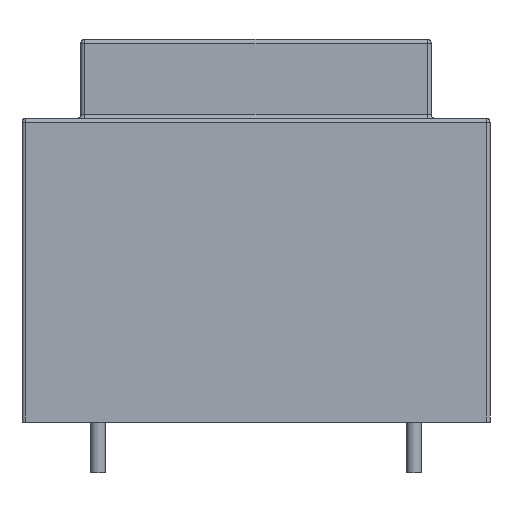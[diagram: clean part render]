
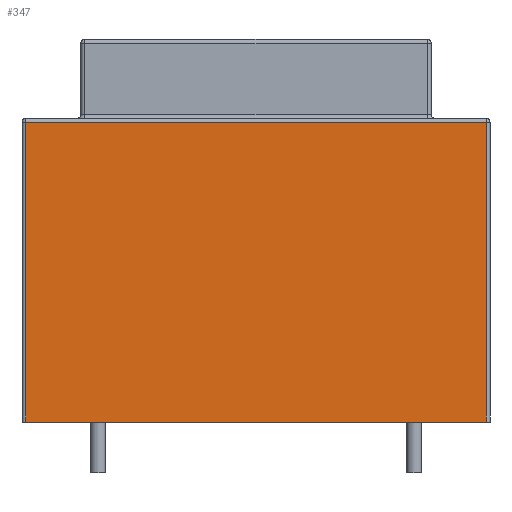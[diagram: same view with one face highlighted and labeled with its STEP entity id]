
A CAD part, front view. The second image highlights one B-rep face of the part: STEP entity #347.
In plain terms, the highlighted planar face has unit normal (0, -1, 0).
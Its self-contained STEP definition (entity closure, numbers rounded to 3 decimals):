
#122 = VERTEX_POINT('',#123);
#123 = CARTESIAN_POINT('',(-18.2,-22.125,0.));
#130 = EDGE_CURVE('',#131,#122,#133,.T.);
#131 = VERTEX_POINT('',#132);
#132 = CARTESIAN_POINT('',(18.2,-22.125,0.));
#133 = LINE('',#134,#135);
#134 = CARTESIAN_POINT('',(18.5,-22.125,0.));
#135 = VECTOR('',#136,1.);
#136 = DIRECTION('',(-1.,0.,0.));
#302 = EDGE_CURVE('',#122,#303,#305,.T.);
#303 = VERTEX_POINT('',#304);
#304 = CARTESIAN_POINT('',(-18.2,-22.125,23.7));
#305 = LINE('',#306,#307);
#306 = CARTESIAN_POINT('',(-18.2,-22.125,0.));
#307 = VECTOR('',#308,1.);
#308 = DIRECTION('',(0.,0.,1.));
#327 = EDGE_CURVE('',#131,#328,#330,.T.);
#328 = VERTEX_POINT('',#329);
#329 = CARTESIAN_POINT('',(18.2,-22.125,23.7));
#330 = LINE('',#331,#332);
#331 = CARTESIAN_POINT('',(18.2,-22.125,0.));
#332 = VECTOR('',#333,1.);
#333 = DIRECTION('',(0.,0.,1.));
#347 = ADVANCED_FACE('',(#348),#359,.T.);
#348 = FACE_BOUND('',#349,.T.);
#349 = EDGE_LOOP('',(#350,#351,#352,#358));
#350 = ORIENTED_EDGE('',*,*,#130,.F.);
#351 = ORIENTED_EDGE('',*,*,#327,.T.);
#352 = ORIENTED_EDGE('',*,*,#353,.T.);
#353 = EDGE_CURVE('',#328,#303,#354,.T.);
#354 = LINE('',#355,#356);
#355 = CARTESIAN_POINT('',(18.5,-22.125,23.7));
#356 = VECTOR('',#357,1.);
#357 = DIRECTION('',(-1.,0.,0.));
#358 = ORIENTED_EDGE('',*,*,#302,.F.);
#359 = PLANE('',#360);
#360 = AXIS2_PLACEMENT_3D('',#361,#362,#363);
#361 = CARTESIAN_POINT('',(18.5,-22.125,0.));
#362 = DIRECTION('',(0.,-1.,0.));
#363 = DIRECTION('',(-1.,0.,0.));
